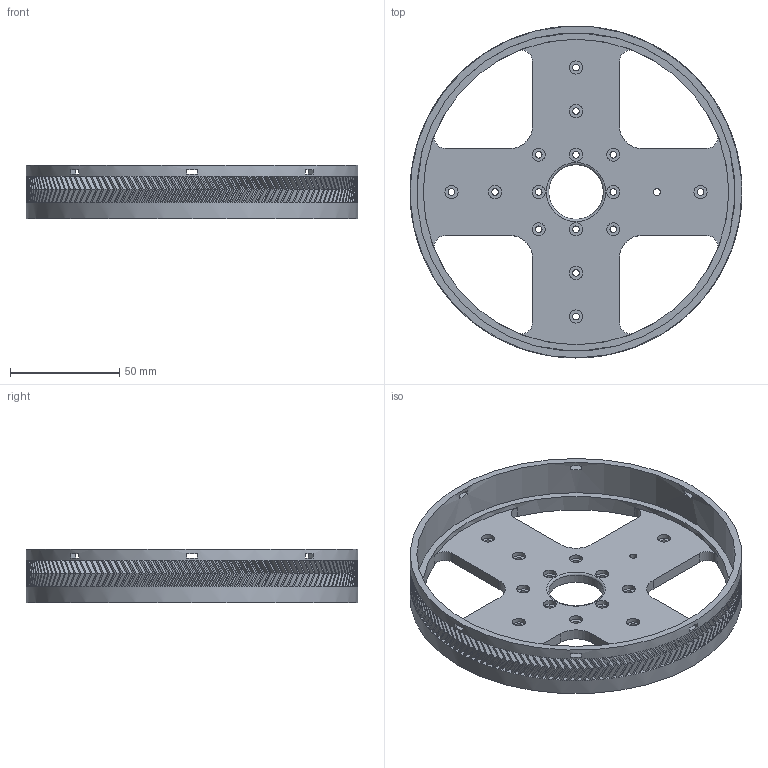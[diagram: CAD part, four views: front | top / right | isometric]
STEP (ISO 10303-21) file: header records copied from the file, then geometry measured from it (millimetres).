
FILE_DESCRIPTION(/* description */ (''),/* implementation_level */ '2;1');
FILE_NAME(/* name */ '144 Tooth Herringbone Gear Base Mount.stp',/* time_stamp */ '2020-09-01T18:50:08+01:00',/* author */ ('isaac879'),/* organization */ (''),/* preprocessor_version */ 'ST-DEVELOPER v18',/* originating_system */ 'Autodesk Inventor 2020',/* authorisation */ '');
FILE_SCHEMA (('AUTOMOTIVE_DESIGN { 1 0 10303 214 3 1 1 }'));
Products named in the file (1): 144 Tooth Herringbone Gear Base Mount
Bounding box: 152.13 x 152.13 x 24.5 mm (x, y, z)
Volume: 83986.9 mm3; surface area: 55378.2 mm2
Topology: 1 solids, 1 shells, 1260 faces, 3079 edges, 1976 vertices
Faces by surface type: bspline 864, plane 347, cylinder 48, torus 1
Full cylindrical faces by diameter (mm): 3 x15, 3.2 x1, 6 x15, 25 x1, 140 x1, 146 x1, 152.133 x1
Entity records: 50528 total; most frequent: CARTESIAN_POINT 26920, ORIENTED_EDGE 6158, EDGE_CURVE 3079, B_SPLINE_CURVE_WITH_KNOTS 2452, VERTEX_POINT 1976, DIRECTION 1906, EDGE_LOOP 1473, FACE_OUTER_BOUND 1260
